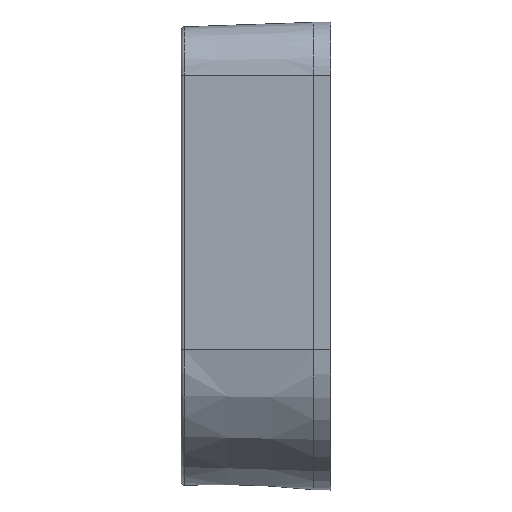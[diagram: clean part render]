
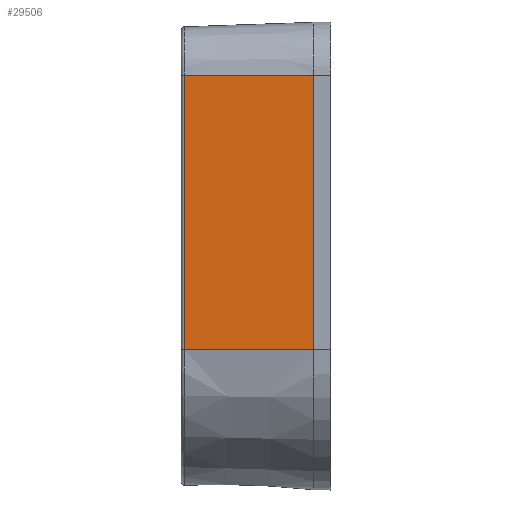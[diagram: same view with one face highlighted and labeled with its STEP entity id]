
A CAD part, left-side view. The second image highlights one B-rep face of the part: STEP entity #29506.
In plain terms, the highlighted planar face has unit normal (-0.999, 0.035, 0).
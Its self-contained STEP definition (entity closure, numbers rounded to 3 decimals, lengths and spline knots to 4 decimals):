
#2502=FACE_OUTER_BOUND('',#4095,.T.);
#4095=EDGE_LOOP('',(#24573,#24574,#24575,#24576));
#6322=LINE('',#55040,#8634);
#6323=LINE('',#55042,#8635);
#6324=LINE('',#55044,#8636);
#6325=LINE('',#55045,#8637);
#8634=VECTOR('',#39883,0.5639);
#8635=VECTOR('',#39884,1.195);
#8636=VECTOR('',#39885,0.5639);
#8637=VECTOR('',#39886,1.195);
#12962=VERTEX_POINT('',#55038);
#12963=VERTEX_POINT('',#55039);
#12964=VERTEX_POINT('',#55041);
#12965=VERTEX_POINT('',#55043);
#16932=EDGE_CURVE('',#12962,#12963,#6322,.T.);
#16933=EDGE_CURVE('',#12963,#12964,#6323,.T.);
#16934=EDGE_CURVE('',#12965,#12964,#6324,.T.);
#16935=EDGE_CURVE('',#12962,#12965,#6325,.T.);
#24573=ORIENTED_EDGE('',*,*,#16932,.T.);
#24574=ORIENTED_EDGE('',*,*,#16933,.T.);
#24575=ORIENTED_EDGE('',*,*,#16934,.F.);
#24576=ORIENTED_EDGE('',*,*,#16935,.F.);
#26640=PLANE('',#32356);
#29506=ADVANCED_FACE('',(#2502),#26640,.F.);
#32356=AXIS2_PLACEMENT_3D('',#55037,#39881,#39882);
#39881=DIRECTION('center_axis',(0.999,-0.035,0.));
#39882=DIRECTION('ref_axis',(0.,0.,-1.));
#39883=DIRECTION('',(0.035,0.999,0.));
#39884=DIRECTION('',(0.,0.,-1.));
#39885=DIRECTION('',(0.035,0.999,0.));
#39886=DIRECTION('',(0.,0.,-1.));
#55037=CARTESIAN_POINT('Origin',(-0.6002,0.3568,0.));
#55038=CARTESIAN_POINT('',(-0.61,0.075,1.195));
#55039=CARTESIAN_POINT('',(-0.5903,0.6385,1.195));
#55040=CARTESIAN_POINT('',(-0.61,0.075,1.195));
#55041=CARTESIAN_POINT('',(-0.5903,0.6385,0.));
#55042=CARTESIAN_POINT('',(-0.5903,0.6385,1.195));
#55043=CARTESIAN_POINT('',(-0.61,0.075,0.));
#55044=CARTESIAN_POINT('',(-0.61,0.075,0.));
#55045=CARTESIAN_POINT('',(-0.61,0.075,1.195));
